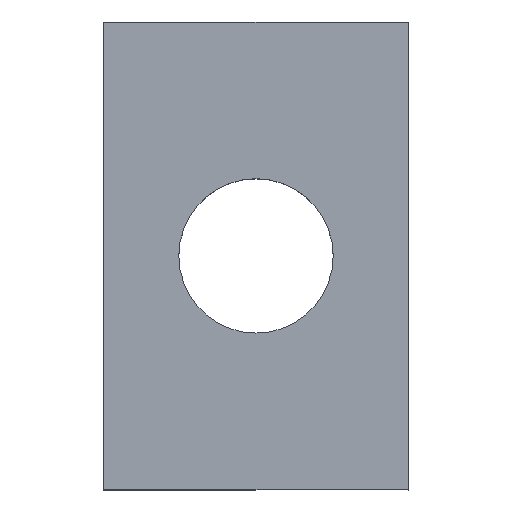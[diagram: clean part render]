
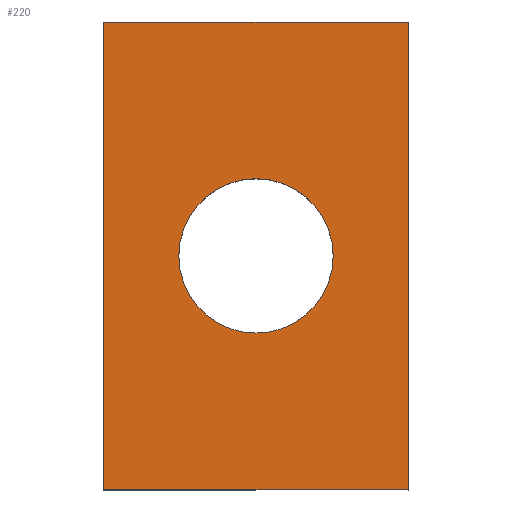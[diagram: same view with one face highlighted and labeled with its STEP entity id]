
A CAD part, top view. The second image highlights one B-rep face of the part: STEP entity #220.
In plain terms, the highlighted planar face has unit normal (0, 0, 1).
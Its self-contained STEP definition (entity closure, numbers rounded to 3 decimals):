
#1 = CARTESIAN_POINT ( 'NONE',  ( 3.2, 10., 5. ) ) ;
#8 = CARTESIAN_POINT ( 'NONE',  ( 0., 20., 5. ) ) ;
#10 = VERTEX_POINT ( 'NONE', #157 ) ;
#11 = VECTOR ( 'NONE', #106, 1000. ) ;
#17 = CARTESIAN_POINT ( 'NONE',  ( 0., 0., 5. ) ) ;
#19 = DIRECTION ( 'NONE',  ( 1., 0., 0. ) ) ;
#23 = LINE ( 'NONE', #8, #113 ) ;
#28 = EDGE_CURVE ( 'NONE', #245, #255, #128, .T. ) ;
#40 = EDGE_CURVE ( 'NONE', #255, #163, #233, .T. ) ;
#48 = EDGE_CURVE ( 'NONE', #163, #10, #23, .T. ) ;
#50 = ORIENTED_EDGE ( 'NONE', *, *, #195, .F. ) ;
#53 = ORIENTED_EDGE ( 'NONE', *, *, #28, .T. ) ;
#54 = VERTEX_POINT ( 'NONE', #1 ) ;
#57 = EDGE_CURVE ( 'NONE', #234, #54, #59, .T. ) ;
#59 = CIRCLE ( 'NONE', #172, 3.3 ) ;
#67 = FACE_BOUND ( 'NONE', #94, .T. ) ;
#94 = EDGE_LOOP ( 'NONE', ( #50, #217 ) ) ;
#95 = DIRECTION ( 'NONE',  ( -1., 0., 0. ) ) ;
#102 = CARTESIAN_POINT ( 'NONE',  ( 0., 0., 5. ) ) ;
#106 = DIRECTION ( 'NONE',  ( 0., -1., 0. ) ) ;
#113 = VECTOR ( 'NONE', #95, 1000. ) ;
#118 = VECTOR ( 'NONE', #19, 1000. ) ;
#128 = LINE ( 'NONE', #17, #118 ) ;
#136 = CARTESIAN_POINT ( 'NONE',  ( 13., 0., 5. ) ) ;
#138 = ORIENTED_EDGE ( 'NONE', *, *, #274, .T. ) ;
#143 = AXIS2_PLACEMENT_3D ( 'NONE', #194, #193, #192 ) ;
#153 = CARTESIAN_POINT ( 'NONE',  ( 0., 0., 5. ) ) ;
#157 = CARTESIAN_POINT ( 'NONE',  ( 0., 20., 5. ) ) ;
#163 = VERTEX_POINT ( 'NONE', #239 ) ;
#167 = CARTESIAN_POINT ( 'NONE',  ( 9.8, 10., 5. ) ) ;
#172 = AXIS2_PLACEMENT_3D ( 'NONE', #223, #205, #200 ) ;
#173 = DIRECTION ( 'NONE',  ( -1., 0., 0. ) ) ;
#176 = DIRECTION ( 'NONE',  ( 0., 0., -1. ) ) ;
#178 = CARTESIAN_POINT ( 'NONE',  ( 0., 0., 5. ) ) ;
#179 = PLANE ( 'NONE',  #189 ) ;
#184 = VECTOR ( 'NONE', #226, 1000. ) ;
#185 = FACE_OUTER_BOUND ( 'NONE', #257, .T. ) ;
#186 = ORIENTED_EDGE ( 'NONE', *, *, #48, .T. ) ;
#189 = AXIS2_PLACEMENT_3D ( 'NONE', #178, #176, #173 ) ;
#191 = CIRCLE ( 'NONE', #143, 3.3 ) ;
#192 = DIRECTION ( 'NONE',  ( 1., 0., 0. ) ) ;
#193 = DIRECTION ( 'NONE',  ( 0., 0., 1. ) ) ;
#194 = CARTESIAN_POINT ( 'NONE',  ( 6.5, 10., 5. ) ) ;
#195 = EDGE_CURVE ( 'NONE', #54, #234, #191, .T. ) ;
#200 = DIRECTION ( 'NONE',  ( 1., 0., 0. ) ) ;
#205 = DIRECTION ( 'NONE',  ( 0., 0., 1. ) ) ;
#217 = ORIENTED_EDGE ( 'NONE', *, *, #57, .F. ) ;
#220 = ADVANCED_FACE ( 'NONE', ( #185, #67 ), #179, .F. ) ;
#223 = CARTESIAN_POINT ( 'NONE',  ( 6.5, 10., 5. ) ) ;
#226 = DIRECTION ( 'NONE',  ( 0., 1., 0. ) ) ;
#231 = LINE ( 'NONE', #102, #11 ) ;
#233 = LINE ( 'NONE', #260, #184 ) ;
#234 = VERTEX_POINT ( 'NONE', #167 ) ;
#239 = CARTESIAN_POINT ( 'NONE',  ( 13., 20., 5. ) ) ;
#245 = VERTEX_POINT ( 'NONE', #153 ) ;
#255 = VERTEX_POINT ( 'NONE', #136 ) ;
#257 = EDGE_LOOP ( 'NONE', ( #138, #53, #263, #186 ) ) ;
#260 = CARTESIAN_POINT ( 'NONE',  ( 13., 0., 5. ) ) ;
#263 = ORIENTED_EDGE ( 'NONE', *, *, #40, .T. ) ;
#274 = EDGE_CURVE ( 'NONE', #10, #245, #231, .T. ) ;
